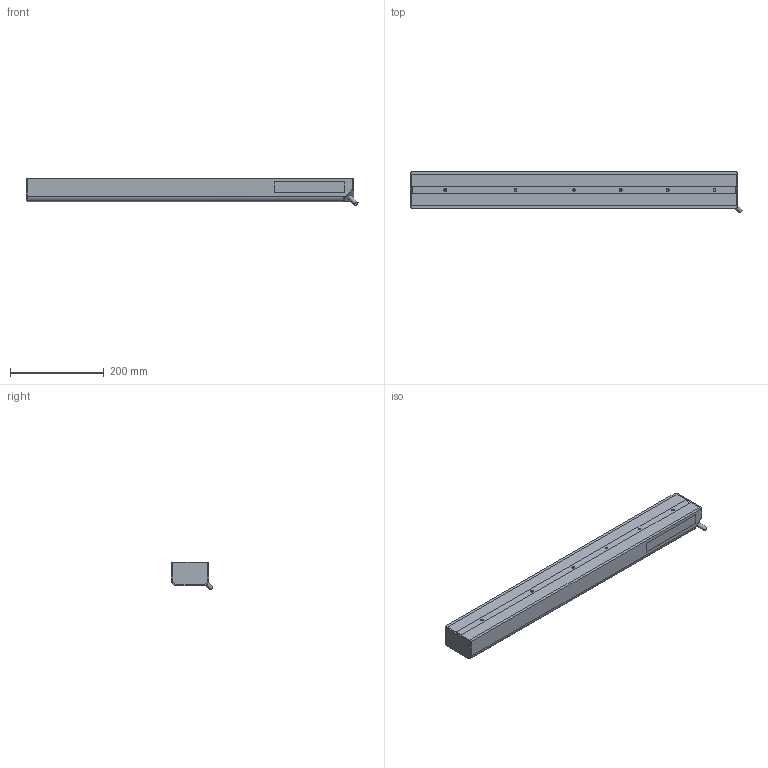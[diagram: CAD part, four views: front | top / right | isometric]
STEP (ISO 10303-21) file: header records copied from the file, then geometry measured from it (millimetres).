
FILE_DESCRIPTION(/* description */ (''),/* implementation_level */ '2;1');
FILE_NAME(/* name */ 'EHKAB07000 - Customer.stp',/* time_stamp */ '2014-03-03T12:08:30+01:00',/* author */ ('bs'),/* organization */ (''),/* preprocessor_version */ 'ST-DEVELOPER v15.2',/* originating_system */ 'Autodesk Inventor 2014',/* authorisation */ '');
FILE_SCHEMA (('AUTOMOTIVE_DESIGN { 1 0 10303 214 3 1 1 }'));
Length unit declared in the file: millimetre
Products named in the file (1): EHKAB07000 - Customer
Bounding box: 708.6 x 88.33 x 58.32 mm (x, y, z)
Volume: 2739192.9 mm3; surface area: 197565.8 mm2
Topology: 1 solids, 7 shells, 195 faces, 471 edges, 317 vertices
Faces by surface type: plane 124, cylinder 44, cone 12, bspline 9, torus 6
Full cylindrical faces by diameter (mm): 6 x6, 6.6 x6, 6.647 x6, 7.5 x1, 9 x4, 12 x6, 14 x1
Entity records: 5935 total; most frequent: CARTESIAN_POINT 1477, DIRECTION 840, ORIENTED_EDGE 776, EDGE_CURVE 388, AXIS2_PLACEMENT_3D 301, EDGE_LOOP 288, VERTEX_POINT 282, LINE 238
